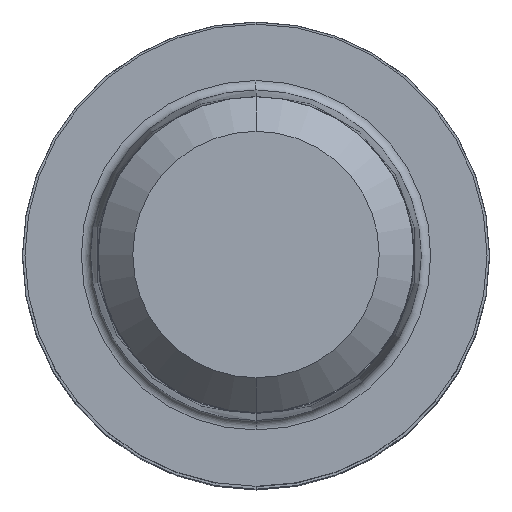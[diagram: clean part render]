
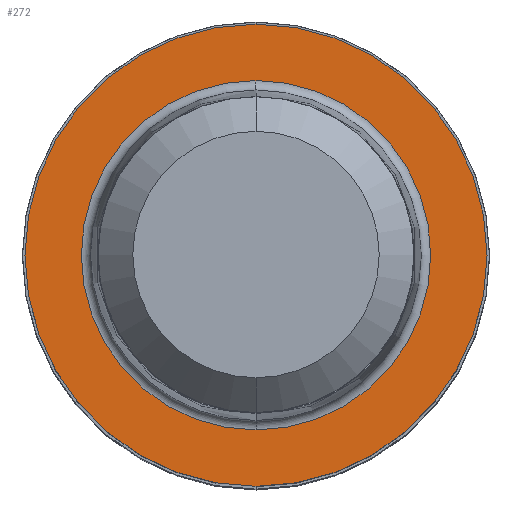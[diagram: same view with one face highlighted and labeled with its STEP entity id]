
A CAD part, top view. The second image highlights one B-rep face of the part: STEP entity #272.
In plain terms, the highlighted planar face has unit normal (0, 0, 1).
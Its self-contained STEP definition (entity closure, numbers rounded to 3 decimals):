
#186=EDGE_CURVE('',#328,#300,#491,.T.);
#214=VERTEX_POINT('',#523);
#218=EDGE_CURVE('',#326,#214,#527,.T.);
#260=EDGE_CURVE('',#300,#328,#573,.T.);
#272=ADVANCED_FACE('',(#587,#588),#589,.T.);
#300=VERTEX_POINT('',#620);
#326=VERTEX_POINT('',#651);
#328=VERTEX_POINT('',#653);
#368=EDGE_CURVE('',#214,#326,#699,.T.);
#491=CIRCLE('',#834,7.85);
#523=CARTESIAN_POINT('',(0.,-5.935,0.01));
#527=CIRCLE('',#884,5.935);
#573=CIRCLE('',#946,7.85);
#587=FACE_OUTER_BOUND('',#962,.T.);
#588=FACE_BOUND('',#963,.T.);
#589=PLANE('',#964);
#620=CARTESIAN_POINT('',(0.,-7.85,0.01));
#651=CARTESIAN_POINT('',(0.0,5.935,0.01));
#653=CARTESIAN_POINT('',(0.0,7.85,0.01));
#699=CIRCLE('',#1096,5.935);
#834=AXIS2_PLACEMENT_3D('',#1240,#1241,#1242);
#884=AXIS2_PLACEMENT_3D('',#1294,#1295,#1296);
#946=AXIS2_PLACEMENT_3D('',#1348,#1349,#1350);
#962=EDGE_LOOP('',(#1369,#1370));
#963=EDGE_LOOP('',(#1371,#1372));
#964=AXIS2_PLACEMENT_3D('',#1373,#1374,#1375);
#1096=AXIS2_PLACEMENT_3D('',#1503,#1504,#1505);
#1240=CARTESIAN_POINT('',(0.0,0.0,0.01));
#1241=DIRECTION('',(0.0,0.0,-1.0));
#1242=DIRECTION('',(0.0,1.0,0.0));
#1294=CARTESIAN_POINT('',(0.0,0.0,0.01));
#1295=DIRECTION('',(0.0,0.0,-1.0));
#1296=DIRECTION('',(0.0,1.0,0.0));
#1348=CARTESIAN_POINT('',(0.0,0.0,0.01));
#1349=DIRECTION('',(0.0,0.0,-1.0));
#1350=DIRECTION('',(0.0,1.0,0.0));
#1369=ORIENTED_EDGE('',*,*,#186,.F.);
#1370=ORIENTED_EDGE('',*,*,#260,.F.);
#1371=ORIENTED_EDGE('',*,*,#218,.T.);
#1372=ORIENTED_EDGE('',*,*,#368,.T.);
#1373=CARTESIAN_POINT('',(0.0,3.925,0.01));
#1374=DIRECTION('',(-0.0,0.0,1.0));
#1375=DIRECTION('',(0.0,-1.0,0.0));
#1503=CARTESIAN_POINT('',(0.0,0.0,0.01));
#1504=DIRECTION('',(0.0,0.0,-1.0));
#1505=DIRECTION('',(0.0,1.0,0.0));
